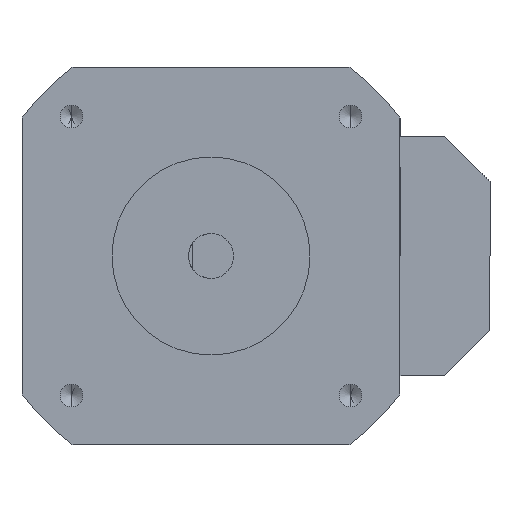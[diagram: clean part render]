
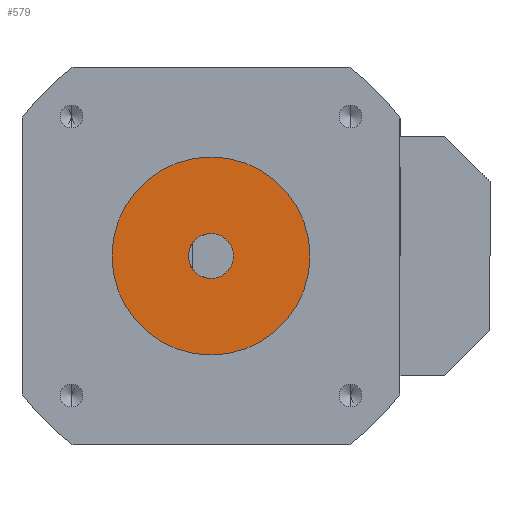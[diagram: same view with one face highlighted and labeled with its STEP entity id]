
A CAD part, left-side view. The second image highlights one B-rep face of the part: STEP entity #579.
In plain terms, the highlighted planar face has unit normal (-1, 0, 0).
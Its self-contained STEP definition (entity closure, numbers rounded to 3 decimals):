
#62 = FACE_OUTER_BOUND ( 'NONE', #1664, .T. ) ;
#144 = DIRECTION ( 'NONE',  ( 0., 0., -1. ) ) ;
#207 = DIRECTION ( 'NONE',  ( 0., 0., -1. ) ) ;
#209 = FACE_BOUND ( 'NONE', #2022, .T. ) ;
#234 = VERTEX_POINT ( 'NONE', #1535 ) ;
#385 = PLANE ( 'NONE',  #1172 ) ;
#477 = CIRCLE ( 'NONE', #2830, 11. ) ;
#489 = AXIS2_PLACEMENT_3D ( 'NONE', #663, #860, #2207 ) ;
#519 = ORIENTED_EDGE ( 'NONE', *, *, #735, .F. ) ;
#576 = ORIENTED_EDGE ( 'NONE', *, *, #2328, .F. ) ;
#579 = ADVANCED_FACE ( 'NONE', ( #209, #62 ), #385, .F. ) ;
#635 = CARTESIAN_POINT ( 'NONE',  ( -2., 0., 0. ) ) ;
#643 = VERTEX_POINT ( 'NONE', #1269 ) ;
#663 = CARTESIAN_POINT ( 'NONE',  ( -2., 0., 0. ) ) ;
#735 = EDGE_CURVE ( 'NONE', #234, #643, #1818, .T. ) ;
#767 = EDGE_CURVE ( 'NONE', #927, #1908, #1623, .T. ) ;
#860 = DIRECTION ( 'NONE',  ( -1., 0., 0. ) ) ;
#927 = VERTEX_POINT ( 'NONE', #1158 ) ;
#1012 = EDGE_CURVE ( 'NONE', #1908, #927, #2533, .T. ) ;
#1082 = AXIS2_PLACEMENT_3D ( 'NONE', #635, #1101, #207 ) ;
#1101 = DIRECTION ( 'NONE',  ( 1., 0., 0. ) ) ;
#1102 = DIRECTION ( 'NONE',  ( 0., 0., -1. ) ) ;
#1158 = CARTESIAN_POINT ( 'NONE',  ( -2., 0., 2.5 ) ) ;
#1172 = AXIS2_PLACEMENT_3D ( 'NONE', #1690, #1896, #2559 ) ;
#1224 = ORIENTED_EDGE ( 'NONE', *, *, #1012, .F. ) ;
#1269 = CARTESIAN_POINT ( 'NONE',  ( -2., 0., -11. ) ) ;
#1470 = ORIENTED_EDGE ( 'NONE', *, *, #767, .F. ) ;
#1535 = CARTESIAN_POINT ( 'NONE',  ( -2., 0., 11. ) ) ;
#1557 = CARTESIAN_POINT ( 'NONE',  ( -2., 0., -2.5 ) ) ;
#1623 = CIRCLE ( 'NONE', #489, 2.5 ) ;
#1664 = EDGE_LOOP ( 'NONE', ( #576, #519 ) ) ;
#1690 = CARTESIAN_POINT ( 'NONE',  ( -2., 0., 0. ) ) ;
#1818 = CIRCLE ( 'NONE', #1082, 11. ) ;
#1896 = DIRECTION ( 'NONE',  ( 1., 0., 0. ) ) ;
#1908 = VERTEX_POINT ( 'NONE', #1557 ) ;
#2022 = EDGE_LOOP ( 'NONE', ( #1224, #1470 ) ) ;
#2114 = DIRECTION ( 'NONE',  ( -1., 0., 0. ) ) ;
#2207 = DIRECTION ( 'NONE',  ( 0., 0., -1. ) ) ;
#2327 = CARTESIAN_POINT ( 'NONE',  ( -2., 0., 0. ) ) ;
#2328 = EDGE_CURVE ( 'NONE', #643, #234, #477, .T. ) ;
#2408 = CARTESIAN_POINT ( 'NONE',  ( -2., 0., 0. ) ) ;
#2533 = CIRCLE ( 'NONE', #2754, 2.5 ) ;
#2559 = DIRECTION ( 'NONE',  ( 0., 0., -1. ) ) ;
#2615 = DIRECTION ( 'NONE',  ( 1., 0., 0. ) ) ;
#2754 = AXIS2_PLACEMENT_3D ( 'NONE', #2327, #2114, #144 ) ;
#2830 = AXIS2_PLACEMENT_3D ( 'NONE', #2408, #2615, #1102 ) ;
